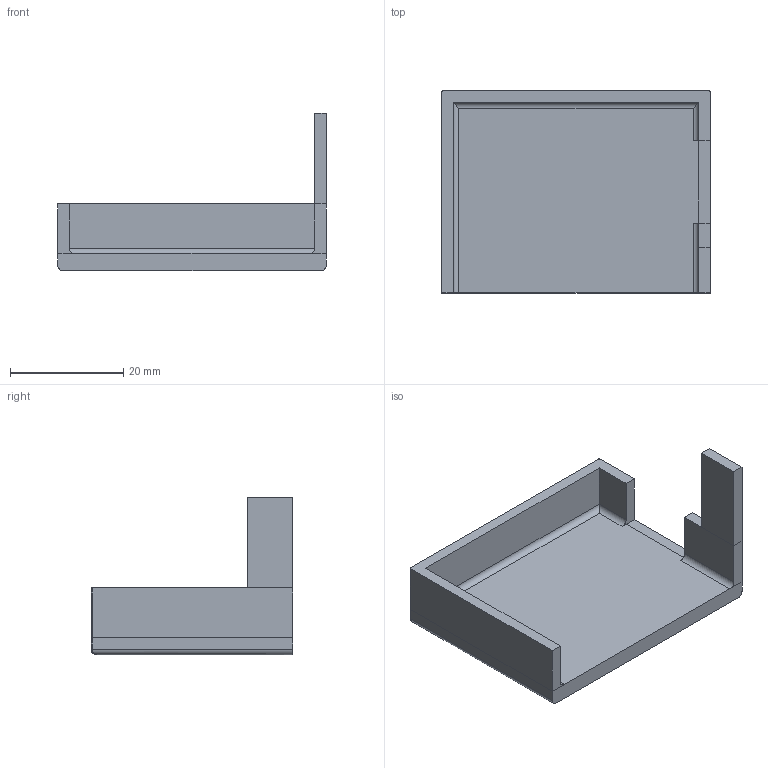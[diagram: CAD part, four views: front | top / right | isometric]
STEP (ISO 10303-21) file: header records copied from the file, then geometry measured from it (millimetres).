
FILE_DESCRIPTION(('FreeCAD Model'),'2;1');
FILE_NAME('Open CASCADE Shape Model','2024-03-05T10:10:21',(''),(''), 'Open CASCADE STEP processor 7.7','FreeCAD','Unknown');
FILE_SCHEMA(('AUTOMOTIVE_DESIGN { 1 0 10303 214 1 1 1 1 }'));
Length unit declared in the file: millimetre
Products named in the file (1): Tělo
Bounding box: 47.3 x 35.6 x 27.8 mm (x, y, z)
Volume: 7060.8 mm3; surface area: 5919.6 mm2
Topology: 1 solids, 1 shells, 39 faces, 93 edges, 54 vertices
Faces by surface type: plane 26, cylinder 11, bspline 2
Entity records: 2460 total; most frequent: CARTESIAN_POINT 595, DIRECTION 345, LINE 237, VECTOR 237, ORIENTED_EDGE 182, PCURVE 182, DEFINITIONAL_REPRESENTATION 182, EDGE_CURVE 91
